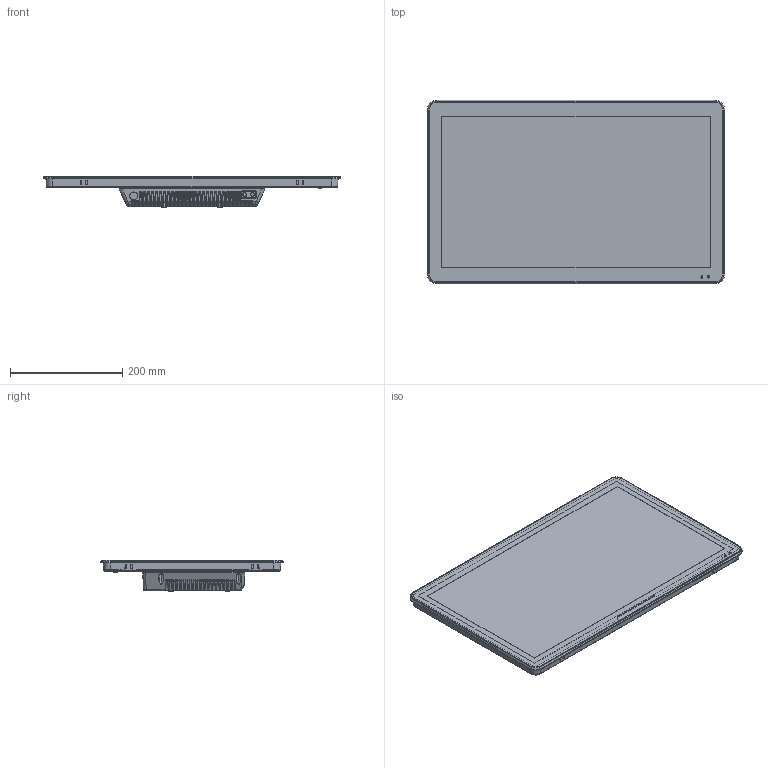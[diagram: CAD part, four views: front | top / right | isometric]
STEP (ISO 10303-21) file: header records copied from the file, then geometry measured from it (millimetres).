
FILE_DESCRIPTION (( 'STEP AP214' ), '1' );
FILE_NAME ('QY-P5215 俋楷蚾饜极01.STEP', '2023-05-25T04:42:36', ( '' ), ( '' ), 'SwSTEP 2.0', 'SolidWorks 2018', '' );
FILE_SCHEMA (( 'AUTOMOTIVE_DESIGN' ));
Length unit declared in the file: millimetre
Products named in the file (6): QY-P8215 耀撿醱啣俋楷01; QY-P5215 俋楷蚾饜极01; QY-P5000后壳模具 正式版实心; P5000-8257UTA-6C2L結啣2揹; QY-P5215嘐隅啣01; QY-P8215 电容触摸屏
Assembly tree (5 placements, depth 2):
  QY-P5215 俋楷蚾饜极01
    QY-P8215 耀撿醱啣俋楷01
    QY-P8215 电容触摸屏
    QY-P5215嘐隅啣01
    QY-P5000后壳模具 正式版实心
    P5000-8257UTA-6C2L結啣2揹
Bounding box: 531 x 327 x 57 mm (x, y, z)
Volume: 4303235.6 mm3; surface area: 1261113.3 mm2
Topology: 5 solids, 5 shells, 4464 faces, 11091 edges, 6521 vertices
Faces by surface type: cylinder 1579, plane 1334, bspline 1059, cone 278, sphere 136, torus 78
Entity records: 157285 total; most frequent: CARTESIAN_POINT 58911, ORIENTED_EDGE 21644, DIRECTION 18194, EDGE_CURVE 10822, VERTEX_POINT 6521, AXIS2_PLACEMENT_3D 6414, VECTOR 5366, LINE 5366
